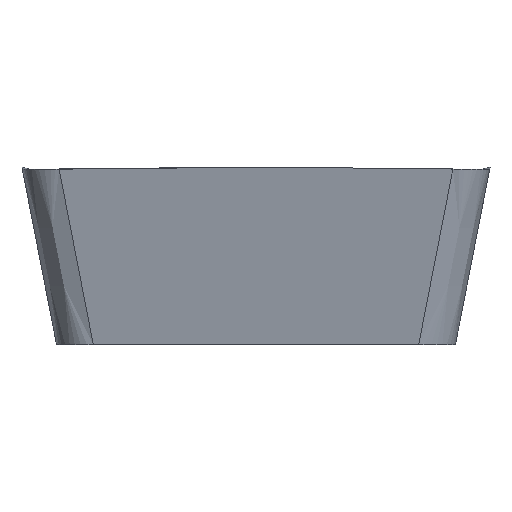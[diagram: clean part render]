
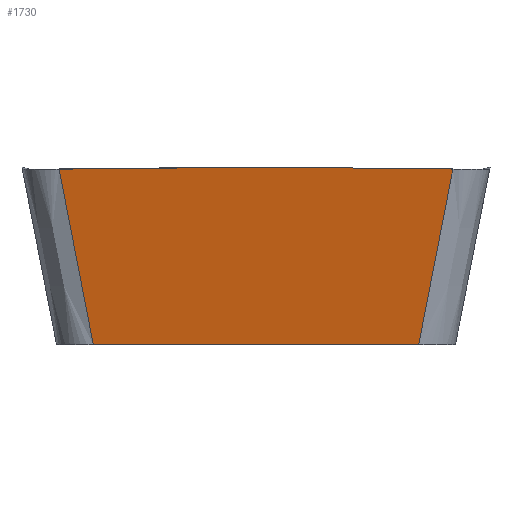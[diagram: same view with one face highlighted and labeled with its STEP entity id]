
A CAD part, left-side view. The second image highlights one B-rep face of the part: STEP entity #1730.
In plain terms, the highlighted planar face has unit normal (-0.982, 0, -0.191).
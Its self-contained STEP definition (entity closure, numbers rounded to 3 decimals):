
#586=CARTESIAN_POINT('',(-6.354,5.354,0.019));
#605=CARTESIAN_POINT('',(-6.354,5.354,0.019));
#606=CARTESIAN_POINT('',(-6.355,5.056,0.025));
#607=CARTESIAN_POINT('',(-6.358,4.164,0.04));
#608=CARTESIAN_POINT('',(-6.362,2.379,0.063));
#609=CARTESIAN_POINT('',(-6.365,0.,
0.077));
#610=CARTESIAN_POINT('',(-6.363,-2.38,
0.069));
#611=CARTESIAN_POINT('',(-6.359,-4.165,
0.046));
#612=CARTESIAN_POINT('',(-6.356,-5.057,
0.03));
#613=CARTESIAN_POINT('',(-6.355,-5.355,
0.023));
#625=DIRECTION('',(0.,-1.,0.));
#626=VECTOR('',#625,8.849);
#627=CARTESIAN_POINT('',(-5.425,4.425,-4.76));
#628=LINE('',#627,#626);
#632=CARTESIAN_POINT('',(-5.425,4.425,-4.76));
#633=CARTESIAN_POINT('',(-5.734,4.734,-3.167));
#634=CARTESIAN_POINT('',(-6.044,5.044,-1.574));
#635=CARTESIAN_POINT('',(-6.354,5.354,0.019));
#640=CARTESIAN_POINT('',(-5.425,-4.425,-4.76));
#641=CARTESIAN_POINT('',(-5.735,-4.735,
-3.166));
#642=CARTESIAN_POINT('',(-6.045,-5.045,
-1.571));
#643=CARTESIAN_POINT('',(-6.355,-5.355,
0.023));
#656=CARTESIAN_POINT('',(-6.355,-5.355,
0.023));
#954=VERTEX_POINT('',#586);
#960=VERTEX_POINT('',#656);
#969=CARTESIAN_POINT('',(-5.425,4.425,-4.76));
#970=CARTESIAN_POINT('',(-5.425,-4.425,-4.76));
#971=VERTEX_POINT('',#969);
#972=VERTEX_POINT('',#970);
#1718=CARTESIAN_POINT('',(-6.35,7.47,0.));
#1719=DIRECTION('',(-0.982,0.,-0.191));
#1720=DIRECTION('',(0.,-1.,0.));
#1721=AXIS2_PLACEMENT_3D('',#1718,#1719,#1720);
#1722=PLANE('',#1721);
#1723=ORIENTED_EDGE('',*,*,#1142,.F.);
#1724=ORIENTED_EDGE('',*,*,#1529,.T.);
#1725=ORIENTED_EDGE('',*,*,#1709,.T.);
#1727=ORIENTED_EDGE('',*,*,#1726,.F.);
#1728=EDGE_LOOP('',(#1723,#1724,#1725,#1727));
#1729=FACE_OUTER_BOUND('',#1728,.F.);
#614=B_SPLINE_CURVE_WITH_KNOTS('',3,(#605,#606,#607,#608,#609,#610,#611,#612,
#613),.UNSPECIFIED.,.F.,.F.,(4,1,1,1,1,1,4),(0.,0.083,0.25,
0.5,0.75,0.917,1.),.UNSPECIFIED.);
#636=B_SPLINE_CURVE_WITH_KNOTS('',3,(#632,#633,#634,#635),.UNSPECIFIED.,.F.,.F.,
(4,4),(0.,1.),.UNSPECIFIED.);
#644=B_SPLINE_CURVE_WITH_KNOTS('',3,(#640,#641,#642,#643),.UNSPECIFIED.,.F.,.F.,
(4,4),(0.,1.),.UNSPECIFIED.);
#1142=EDGE_CURVE('',#971,#972,#628,.T.);
#1529=EDGE_CURVE('',#971,#954,#636,.T.);
#1709=EDGE_CURVE('',#954,#960,#614,.T.);
#1726=EDGE_CURVE('',#972,#960,#644,.T.);
#1730=ADVANCED_FACE('',(#1729),#1722,.T.);
